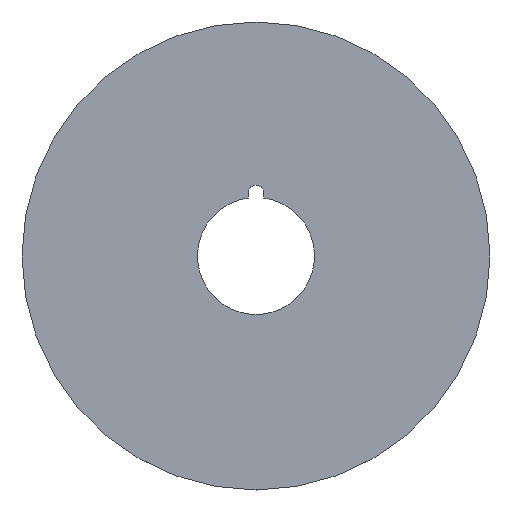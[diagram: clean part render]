
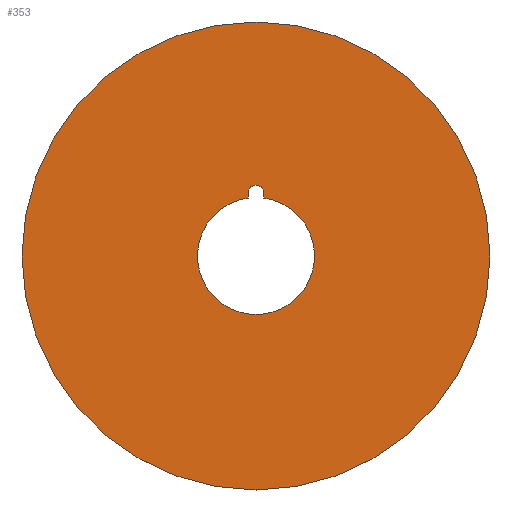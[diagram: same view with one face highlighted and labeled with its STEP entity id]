
A CAD part, top view. The second image highlights one B-rep face of the part: STEP entity #353.
In plain terms, the highlighted planar face has unit normal (0, 0, 1).
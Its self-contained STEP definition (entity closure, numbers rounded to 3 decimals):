
#130=CARTESIAN_POINT('',(0.0,-45.0,0.0));
#131=VERTEX_POINT('',#130);
#140=CARTESIAN_POINT('',(0.,45.0,0.0));
#141=VERTEX_POINT('',#140);
#142=CARTESIAN_POINT('',(0.0,0.0,0.0));
#143=DIRECTION('',(0.0,0.0,-1.0));
#144=DIRECTION('',(0.0,-1.0,0.0));
#145=AXIS2_PLACEMENT_3D('',#142,#143,#144);
#146=CIRCLE('',#145,45.0);
#147=EDGE_CURVE('',#131,#141,#146,.T.);
#172=CARTESIAN_POINT('',(-1.5,11.15,0.0));
#173=VERTEX_POINT('',#172);
#174=CARTESIAN_POINT('',(1.5,11.15,0.0));
#175=VERTEX_POINT('',#174);
#176=CARTESIAN_POINT('',(0.,0.,0.0));
#177=DIRECTION('',(0.0,0.0,1.0));
#178=DIRECTION('',(0.0,-1.0,0.0));
#179=AXIS2_PLACEMENT_3D('',#176,#177,#178);
#180=CIRCLE('',#179,11.251);
#181=EDGE_CURVE('',#173,#175,#180,.T.);
#214=CARTESIAN_POINT('',(1.5,12.142,0.0));
#215=VERTEX_POINT('',#214);
#216=CARTESIAN_POINT('',(1.5,11.15,0.0));
#217=DIRECTION('',(0.0,1.0,0.0));
#218=VECTOR('',#217,0.993);
#219=LINE('',#216,#218);
#220=EDGE_CURVE('',#175,#215,#219,.T.);
#245=CARTESIAN_POINT('',(-1.5,12.142,0.0));
#246=VERTEX_POINT('',#245);
#247=CARTESIAN_POINT('',(0.,12.142,0.0));
#248=DIRECTION('',(0.0,0.0,1.0));
#249=DIRECTION('',(0.0,1.0,0.0));
#250=AXIS2_PLACEMENT_3D('',#247,#248,#249);
#251=CIRCLE('',#250,1.5);
#252=EDGE_CURVE('',#215,#246,#251,.T.);
#278=CARTESIAN_POINT('',(-1.5,12.142,0.0));
#279=DIRECTION('',(0.,-1.0,0.0));
#280=VECTOR('',#279,0.993);
#281=LINE('',#278,#280);
#282=EDGE_CURVE('',#246,#173,#281,.T.);
#318=CARTESIAN_POINT('',(45.0,0.0,0.0));
#319=VERTEX_POINT('',#318);
#320=CARTESIAN_POINT('',(0.0,0.0,0.0));
#321=DIRECTION('',(0.0,0.0,-1.0));
#322=DIRECTION('',(0.0,-1.0,0.0));
#323=AXIS2_PLACEMENT_3D('',#320,#321,#322);
#324=CIRCLE('',#323,45.0);
#325=EDGE_CURVE('',#141,#319,#324,.T.);
#327=CARTESIAN_POINT('',(0.0,0.0,0.0));
#328=DIRECTION('',(0.0,0.0,-1.0));
#329=DIRECTION('',(0.0,-1.0,0.0));
#330=AXIS2_PLACEMENT_3D('',#327,#328,#329);
#331=CIRCLE('',#330,45.0);
#332=EDGE_CURVE('',#319,#131,#331,.T.);
#337=CARTESIAN_POINT('',(0.0,0.0,0.0));
#338=DIRECTION('',(0.0,0.0,1.0));
#339=DIRECTION('',(1.0,0.0,0.0));
#340=AXIS2_PLACEMENT_3D('',#337,#338,#339);
#341=PLANE('',#340);
#342=ORIENTED_EDGE('',*,*,#332,.F.);
#343=ORIENTED_EDGE('',*,*,#325,.F.);
#344=ORIENTED_EDGE('',*,*,#147,.F.);
#345=EDGE_LOOP('',(#342,#343,#344));
#346=FACE_OUTER_BOUND('',#345,.T.);
#347=ORIENTED_EDGE('',*,*,#181,.F.);
#348=ORIENTED_EDGE('',*,*,#282,.F.);
#349=ORIENTED_EDGE('',*,*,#252,.F.);
#350=ORIENTED_EDGE('',*,*,#220,.F.);
#351=EDGE_LOOP('',(#347,#348,#349,#350));
#352=FACE_BOUND('',#351,.T.);
#353=ADVANCED_FACE('',(#346,#352),#341,.T.);
